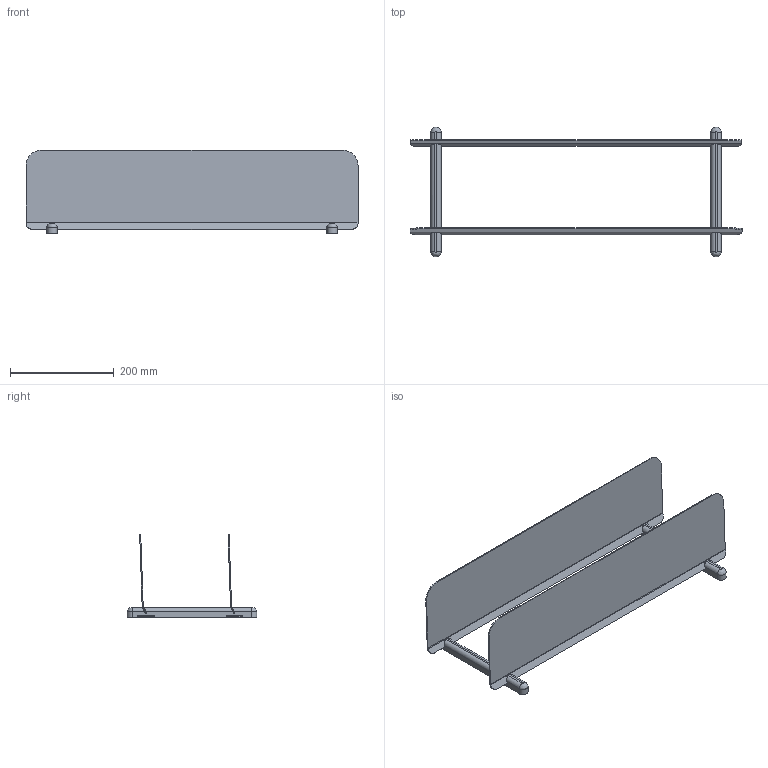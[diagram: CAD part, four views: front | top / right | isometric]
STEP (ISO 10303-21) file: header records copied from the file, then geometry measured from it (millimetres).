
FILE_DESCRIPTION(/* description */ (''),/* implementation_level */ '2;1');
FILE_NAME(/* name */ '20150_A01_01_NivoF.stp',/* time_stamp */ '2020-11-19T15:01:49+01:00',/* author */ ('SørenNielsen'),/* organization */ (''),/* preprocessor_version */ 'ST-DEVELOPER v18.1',/* originating_system */ 'Autodesk Inventor 2021',/* authorisation */ '');
FILE_SCHEMA (('AUTOMOTIVE_DESIGN { 1 0 10303 214 3 1 1 }'));
Length unit declared in the file: millimetre
Products named in the file (5): 20150_A01_01_NivoF; 20100_P03-01_SmallPole; 20100_P02-01_SmallShelf; 20100_P06-01_KeyBracket; 20100_P07-01_BracketScrew
Assembly tree (16 placements, depth 2):
  20150_A01_01_NivoF
    20100_P03-01_SmallPole  x2
    20100_P02-01_SmallShelf  x2
    20100_P06-01_KeyBracket  x4
    20100_P07-01_BracketScrew  x8
Bounding box: 640 x 249.8 x 161.58 mm (x, y, z)
Volume: 566329.9 mm3; surface area: 449757.9 mm2
Topology: 16 solids, 16 shells, 544 faces, 1440 edges, 936 vertices
Faces by surface type: plane 272, cone 132, cylinder 104, torus 32, bspline 4
Full cylindrical faces by diameter (mm): 3 x12, 3.5 x8, 5.5 x8, 7.3 x8
Entity records: 4519 total; most frequent: CARTESIAN_POINT 978, DIRECTION 727, ORIENTED_EDGE 672, EDGE_CURVE 336, AXIS2_PLACEMENT_3D 275, VERTEX_POINT 220, LINE 177, VECTOR 177
